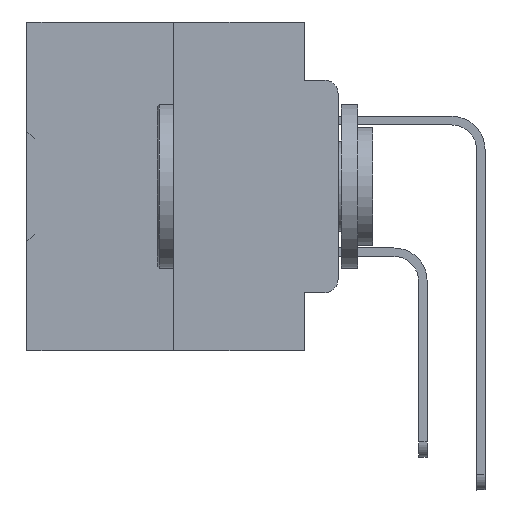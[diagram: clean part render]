
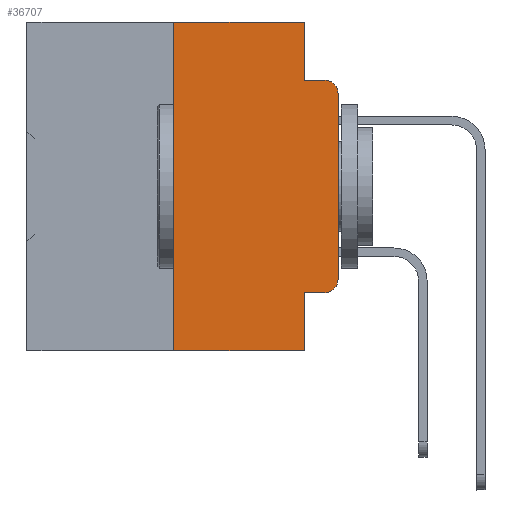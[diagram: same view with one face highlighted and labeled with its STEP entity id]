
A CAD part, left-side view. The second image highlights one B-rep face of the part: STEP entity #36707.
In plain terms, the highlighted planar face has unit normal (-1, 0, 0).
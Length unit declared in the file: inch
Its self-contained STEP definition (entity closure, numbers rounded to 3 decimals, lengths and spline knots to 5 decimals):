
#846 = CARTESIAN_POINT ( 'NONE',  ( 0., 0., 0. ) ) ;
#886 = CARTESIAN_POINT ( 'NONE',  ( 0., 0.051, 0. ) ) ;
#1131 = EDGE_CURVE ( 'NONE', #14821, #7195, #31434, .T. ) ;
#1191 = EDGE_CURVE ( 'NONE', #5231, #36587, #30460, .T. ) ;
#1383 = ORIENTED_EDGE ( 'NONE', *, *, #28754, .T. ) ;
#1930 = EDGE_CURVE ( 'NONE', #2450, #14821, #21572, .T. ) ;
#2450 = VERTEX_POINT ( 'NONE', #40357 ) ;
#3096 = AXIS2_PLACEMENT_3D ( 'NONE', #39707, #39843, #21101 ) ;
#4215 = DIRECTION ( 'NONE',  ( 0., 0., 1. ) ) ;
#4467 = CARTESIAN_POINT ( 'NONE',  ( 0., 0.02, -0.3915 ) ) ;
#5231 = VERTEX_POINT ( 'NONE', #36599 ) ;
#5452 = DIRECTION ( 'NONE',  ( 0., 0., 1. ) ) ;
#5732 = CARTESIAN_POINT ( 'NONE',  ( 0., 0.25, 0. ) ) ;
#6049 = VECTOR ( 'NONE', #40178, 39.37008 ) ;
#6167 = VECTOR ( 'NONE', #40631, 39.37008 ) ;
#6441 = CARTESIAN_POINT ( 'NONE',  ( 0., 0.25, 0. ) ) ;
#6898 = CIRCLE ( 'NONE', #28434, 0.02 ) ;
#6987 = VECTOR ( 'NONE', #4215, 39.37008 ) ;
#7195 = VERTEX_POINT ( 'NONE', #886 ) ;
#7675 = DIRECTION ( 'NONE',  ( 0., 0., -1. ) ) ;
#7708 = LINE ( 'NONE', #31613, #23587 ) ;
#8478 = CARTESIAN_POINT ( 'NONE',  ( 0., 0., -0.1085 ) ) ;
#8807 = CARTESIAN_POINT ( 'NONE',  ( 0., 0.051, 0. ) ) ;
#8897 = ORIENTED_EDGE ( 'NONE', *, *, #1930, .F. ) ;
#10098 = CARTESIAN_POINT ( 'NONE',  ( 0., 0.02, -0.1085 ) ) ;
#10855 = EDGE_CURVE ( 'NONE', #13299, #15876, #32268, .T. ) ;
#12201 = VERTEX_POINT ( 'NONE', #17415 ) ;
#13299 = VERTEX_POINT ( 'NONE', #13679 ) ;
#13329 = DIRECTION ( 'NONE',  ( 0., 0., -1. ) ) ;
#13679 = CARTESIAN_POINT ( 'NONE',  ( 0., 0., -0.3915 ) ) ;
#14421 = EDGE_CURVE ( 'NONE', #15876, #33390, #24607, .T. ) ;
#14821 = VERTEX_POINT ( 'NONE', #5732 ) ;
#15066 = VERTEX_POINT ( 'NONE', #29143 ) ;
#15792 = EDGE_CURVE ( 'NONE', #12201, #33390, #37258, .T. ) ;
#15876 = VERTEX_POINT ( 'NONE', #8478 ) ;
#17415 = CARTESIAN_POINT ( 'NONE',  ( 0., 0.051, -0.0885 ) ) ;
#17942 = PLANE ( 'NONE',  #3096 ) ;
#18993 = DIRECTION ( 'NONE',  ( 0., -1., 0. ) ) ;
#19313 = LINE ( 'NONE', #8807, #27656 ) ;
#20422 = CARTESIAN_POINT ( 'NONE',  ( 0., 0.051, -0.5 ) ) ;
#20597 = VECTOR ( 'NONE', #26908, 39.37008 ) ;
#21101 = DIRECTION ( 'NONE',  ( 0., 0., -1. ) ) ;
#21572 = LINE ( 'NONE', #6441, #37242 ) ;
#23587 = VECTOR ( 'NONE', #18993, 39.37008 ) ;
#23717 = CARTESIAN_POINT ( 'NONE',  ( 0., 0.051, -0.0885 ) ) ;
#23767 = ORIENTED_EDGE ( 'NONE', *, *, #1191, .F. ) ;
#24317 = AXIS2_PLACEMENT_3D ( 'NONE', #10098, #32238, #13329 ) ;
#24607 = CIRCLE ( 'NONE', #24317, 0.02 ) ;
#24761 = EDGE_CURVE ( 'NONE', #2450, #36587, #27397, .T. ) ;
#26472 = EDGE_CURVE ( 'NONE', #15066, #13299, #6898, .T. ) ;
#26664 = DIRECTION ( 'NONE',  ( -1., 0., 0. ) ) ;
#26758 = ORIENTED_EDGE ( 'NONE', *, *, #26472, .T. ) ;
#26908 = DIRECTION ( 'NONE',  ( 0., -1., 0. ) ) ;
#27397 = LINE ( 'NONE', #37074, #6049 ) ;
#27656 = VECTOR ( 'NONE', #27795, 39.37008 ) ;
#27795 = DIRECTION ( 'NONE',  ( 0., 0., -1. ) ) ;
#28226 = ORIENTED_EDGE ( 'NONE', *, *, #41002, .F. ) ;
#28434 = AXIS2_PLACEMENT_3D ( 'NONE', #4467, #26664, #7675 ) ;
#28754 = EDGE_CURVE ( 'NONE', #5231, #15066, #7708, .T. ) ;
#28786 = CARTESIAN_POINT ( 'NONE',  ( 0., 0.02, -0.0885 ) ) ;
#28799 = ORIENTED_EDGE ( 'NONE', *, *, #14421, .T. ) ;
#29143 = CARTESIAN_POINT ( 'NONE',  ( 0., 0.02, -0.4115 ) ) ;
#30460 = LINE ( 'NONE', #38309, #37779 ) ;
#31434 = LINE ( 'NONE', #40719, #6167 ) ;
#31613 = CARTESIAN_POINT ( 'NONE',  ( 0., 0.051, -0.4115 ) ) ;
#32238 = DIRECTION ( 'NONE',  ( -1., 0., 0. ) ) ;
#32268 = LINE ( 'NONE', #846, #6987 ) ;
#33040 = FACE_OUTER_BOUND ( 'NONE', #33168, .T. ) ;
#33168 = EDGE_LOOP ( 'NONE', ( #38551, #28799, #39063, #28226, #39486, #8897, #35069, #23767, #1383, #26758 ) ) ;
#33390 = VERTEX_POINT ( 'NONE', #28786 ) ;
#35069 = ORIENTED_EDGE ( 'NONE', *, *, #24761, .T. ) ;
#36587 = VERTEX_POINT ( 'NONE', #20422 ) ;
#36599 = CARTESIAN_POINT ( 'NONE',  ( 0., 0.051, -0.4115 ) ) ;
#36707 = ADVANCED_FACE ( 'NONE', ( #33040 ), #17942, .F. ) ;
#36772 = DIRECTION ( 'NONE',  ( 0., 0., -1. ) ) ;
#37074 = CARTESIAN_POINT ( 'NONE',  ( 0., 0.473, -0.5 ) ) ;
#37242 = VECTOR ( 'NONE', #5452, 39.37008 ) ;
#37258 = LINE ( 'NONE', #23717, #20597 ) ;
#37779 = VECTOR ( 'NONE', #36772, 39.37008 ) ;
#38309 = CARTESIAN_POINT ( 'NONE',  ( 0., 0.051, 0. ) ) ;
#38551 = ORIENTED_EDGE ( 'NONE', *, *, #10855, .T. ) ;
#39063 = ORIENTED_EDGE ( 'NONE', *, *, #15792, .F. ) ;
#39486 = ORIENTED_EDGE ( 'NONE', *, *, #1131, .F. ) ;
#39707 = CARTESIAN_POINT ( 'NONE',  ( 0., 0.473, 0. ) ) ;
#39843 = DIRECTION ( 'NONE',  ( 1., 0., 0. ) ) ;
#40178 = DIRECTION ( 'NONE',  ( 0., -1., 0. ) ) ;
#40357 = CARTESIAN_POINT ( 'NONE',  ( 0., 0.25, -0.5 ) ) ;
#40631 = DIRECTION ( 'NONE',  ( 0., -1., 0. ) ) ;
#40719 = CARTESIAN_POINT ( 'NONE',  ( 0., 0.473, 0. ) ) ;
#41002 = EDGE_CURVE ( 'NONE', #7195, #12201, #19313, .T. ) ;
